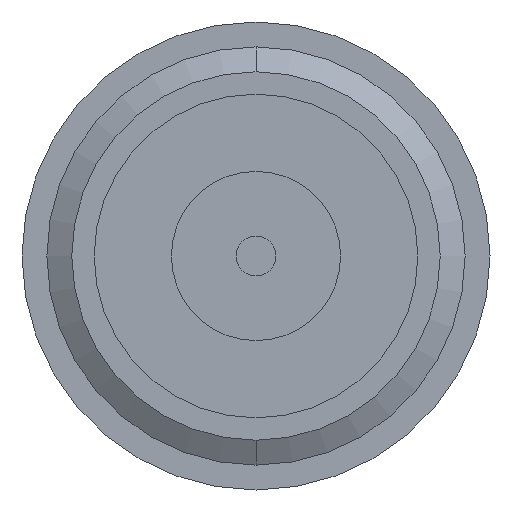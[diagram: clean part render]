
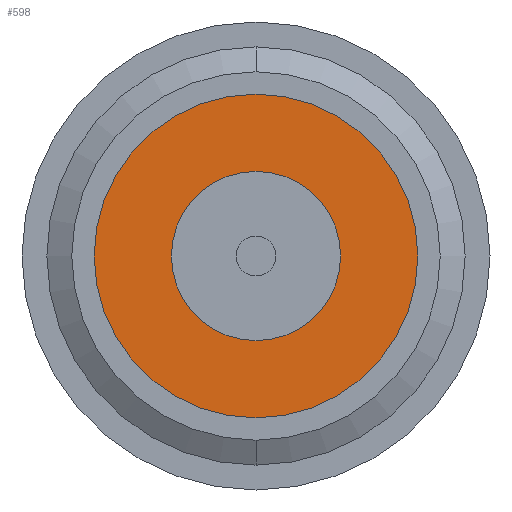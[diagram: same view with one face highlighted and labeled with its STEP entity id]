
A CAD part, front view. The second image highlights one B-rep face of the part: STEP entity #598.
In plain terms, the highlighted planar face has unit normal (0, -1, 0).
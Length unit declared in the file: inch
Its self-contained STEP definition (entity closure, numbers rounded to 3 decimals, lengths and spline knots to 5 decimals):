
#521 = EDGE_LOOP ( 'NONE', ( #522, #523 ) ) ;
#522 = ORIENTED_EDGE ( 'NONE', *, *, #597, .F. ) ;
#523 = ORIENTED_EDGE ( 'NONE', *, *, #3876, .F. ) ;
#597 = EDGE_CURVE ( 'NONE', #3877, #3871, #1647, .T. ) ;
#598 = ADVANCED_FACE ( 'NONE', ( #1642, #1641 ), #1640, .T. ) ;
#599 = EDGE_LOOP ( 'NONE', ( #600, #602 ) ) ;
#600 = ORIENTED_EDGE ( 'NONE', *, *, #601, .T. ) ;
#601 = EDGE_CURVE ( 'NONE', #4024, #3827, #1635, .T. ) ;
#602 = ORIENTED_EDGE ( 'NONE', *, *, #3826, .T. ) ;
#1631 = DIRECTION ( 'NONE',  ( 0., 0., -1. ) ) ;
#1632 = DIRECTION ( 'NONE',  ( 0., -1., 0. ) ) ;
#1633 = CARTESIAN_POINT ( 'NONE',  ( 0., -0.105, 0. ) ) ;
#1634 = AXIS2_PLACEMENT_3D ( 'NONE', #1633, #1632, #1631 ) ;
#1635 = CIRCLE ( 'NONE', #1634, 0.1625 ) ;
#1636 = DIRECTION ( 'NONE',  ( 0., 0., -1. ) ) ;
#1637 = DIRECTION ( 'NONE',  ( 0., -1., 0. ) ) ;
#1638 = CARTESIAN_POINT ( 'NONE',  ( 0., -0.105, 0. ) ) ;
#1639 = AXIS2_PLACEMENT_3D ( 'NONE', #1638, #1637, #1636 ) ;
#1640 = PLANE ( 'NONE',  #1639 ) ;
#1641 = FACE_BOUND ( 'NONE', #521, .T. ) ;
#1642 = FACE_OUTER_BOUND ( 'NONE', #599, .T. ) ;
#1643 = DIRECTION ( 'NONE',  ( 0., 0., -1. ) ) ;
#1644 = DIRECTION ( 'NONE',  ( 0., -1., 0. ) ) ;
#1645 = CARTESIAN_POINT ( 'NONE',  ( 0., -0.105, 0. ) ) ;
#1646 = AXIS2_PLACEMENT_3D ( 'NONE', #1645, #1644, #1643 ) ;
#1647 = CIRCLE ( 'NONE', #1646, 0.085 ) ;
#2236 = CIRCLE ( 'NONE', #2355, 0.1625 ) ;
#2240 = CARTESIAN_POINT ( 'NONE',  ( 0., -0.105, 0. ) ) ;
#2262 = CARTESIAN_POINT ( 'NONE',  ( 0., -0.105, 0.085 ) ) ;
#2263 = DIRECTION ( 'NONE',  ( 0., 0., -1. ) ) ;
#2264 = DIRECTION ( 'NONE',  ( 0., -1., 0. ) ) ;
#2265 = CARTESIAN_POINT ( 'NONE',  ( 0., -0.105, 0. ) ) ;
#2266 = AXIS2_PLACEMENT_3D ( 'NONE', #2265, #2264, #2263 ) ;
#2267 = CIRCLE ( 'NONE', #2266, 0.085 ) ;
#2353 = DIRECTION ( 'NONE',  ( 0., 0., -1. ) ) ;
#2354 = DIRECTION ( 'NONE',  ( 0., -1., 0. ) ) ;
#2355 = AXIS2_PLACEMENT_3D ( 'NONE', #2240, #2354, #2353 ) ;
#2356 = CARTESIAN_POINT ( 'NONE',  ( 0., -0.105, 0.1625 ) ) ;
#2418 = CARTESIAN_POINT ( 'NONE',  ( 0., -0.105, -0.085 ) ) ;
#2846 = CARTESIAN_POINT ( 'NONE',  ( 0., -0.105, -0.1625 ) ) ;
#3826 = EDGE_CURVE ( 'NONE', #3827, #4024, #2236, .T. ) ;
#3827 = VERTEX_POINT ( 'NONE', #2356 ) ;
#3871 = VERTEX_POINT ( 'NONE', #2418 ) ;
#3876 = EDGE_CURVE ( 'NONE', #3871, #3877, #2267, .T. ) ;
#3877 = VERTEX_POINT ( 'NONE', #2262 ) ;
#4024 = VERTEX_POINT ( 'NONE', #2846 ) ;
